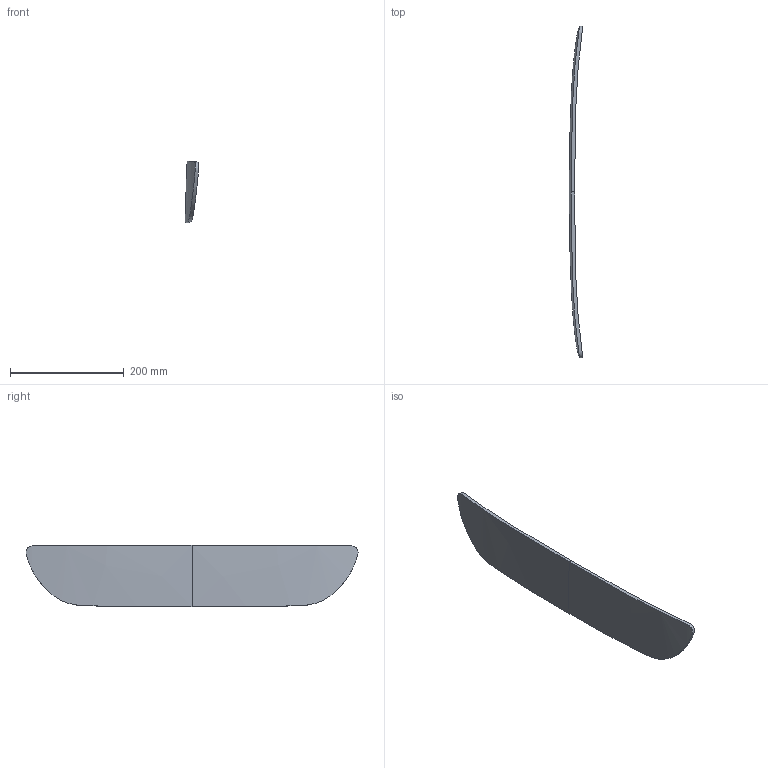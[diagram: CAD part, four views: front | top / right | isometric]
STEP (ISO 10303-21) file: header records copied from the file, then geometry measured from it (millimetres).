
FILE_DESCRIPTION(/* description */ (''),/* implementation_level */ '2;1');
FILE_NAME(/* name */ 'WaterDamage_FEM_Front_Lower.step',/* time_stamp */ '2022-10-31T00:15:46+05:30',/* author */ (''),/* organization */ (''),/* preprocessor_version */ 'ST-DEVELOPER v19.2',/* originating_system */ 'Autodesk Translation Framework v11.17.0.187',/* authorisation */ '');
FILE_SCHEMA (('AUTOMOTIVE_DESIGN { 1 0 10303 214 3 1 1 }'));
Length unit declared in the file: millimetre
Products named in the file (3): WaterDamage_FullAssem; Underbody-V1; Upperbody-V1
Assembly tree (2 placements, depth 2):
  WaterDamage_FullAssem
    Underbody-V1
    Upperbody-V1
Bounding box: 23.64 x 584.99 x 108.26 mm (x, y, z)
Volume: 302115.1 mm3; surface area: 122494.9 mm2
Topology: 1 solids, 1 shells, 6 faces, 8 edges, 4 vertices
Faces by surface type: bspline 6
Entity records: 2684 total; most frequent: CARTESIAN_POINT 2533, ORIENTED_EDGE 16, DIRECTION 12, EDGE_CURVE 8, FACE_OUTER_BOUND 6, EDGE_LOOP 6, B_SPLINE_CURVE_WITH_KNOTS 6, B_SPLINE_SURFACE_WITH_KNOTS 6
